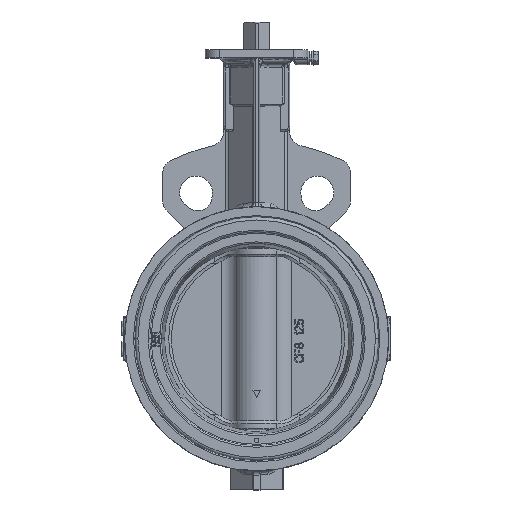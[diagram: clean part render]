
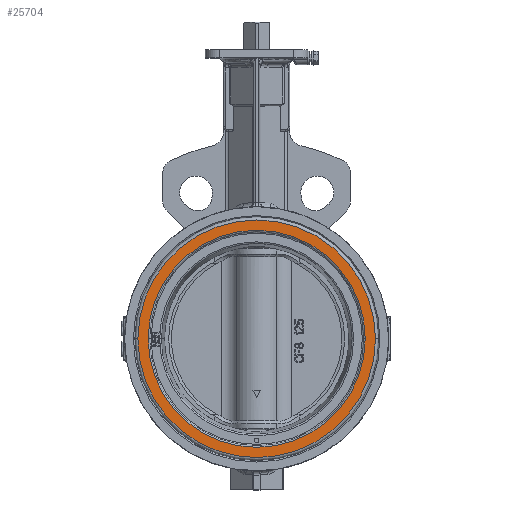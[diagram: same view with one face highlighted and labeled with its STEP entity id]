
A CAD part, top view. The second image highlights one B-rep face of the part: STEP entity #25704.
In plain terms, the highlighted planar face has unit normal (0, 0, 1).
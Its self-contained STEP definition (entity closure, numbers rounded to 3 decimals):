
#1857=CARTESIAN_POINT('',(0.,0.,29.5));
#1858=DIRECTION('',(0.,0.,1.));
#1859=DIRECTION('',(1.,0.,0.));
#1860=AXIS2_PLACEMENT_3D('',#1857,#1858,#1859);
#1872=CARTESIAN_POINT('',(0.,0.,29.5));
#1873=DIRECTION('',(0.,0.,1.));
#1874=DIRECTION('',(-1.,0.,0.));
#1875=AXIS2_PLACEMENT_3D('',#1872,#1873,#1874);
#1882=CARTESIAN_POINT('',(0.,0.,29.5));
#1883=DIRECTION('',(0.,0.,1.));
#1884=DIRECTION('',(-1.,0.,0.));
#1885=AXIS2_PLACEMENT_3D('',#1882,#1883,#1884);
#1897=CARTESIAN_POINT('',(0.,0.,29.5));
#1898=DIRECTION('',(0.,0.,1.));
#1899=DIRECTION('',(1.,0.,0.));
#1900=AXIS2_PLACEMENT_3D('',#1897,#1898,#1899);
#22345=CARTESIAN_POINT('',(-81.,0.,29.5));
#22346=CARTESIAN_POINT('',(81.,0.,29.5));
#22347=VERTEX_POINT('',#22345);
#22348=VERTEX_POINT('',#22346);
#22381=CARTESIAN_POINT('',(74.,0.,29.5));
#22382=CARTESIAN_POINT('',(-74.,0.,29.5));
#22383=VERTEX_POINT('',#22381);
#22384=VERTEX_POINT('',#22382);
#25689=CARTESIAN_POINT('',(0.,0.,29.5));
#25690=DIRECTION('',(0.,0.,-1.));
#25691=DIRECTION('',(-1.,0.,0.));
#25692=AXIS2_PLACEMENT_3D('',#25689,#25690,#25691);
#25693=PLANE('',#25692);
#25695=ORIENTED_EDGE('',*,*,#25694,.F.);
#25697=ORIENTED_EDGE('',*,*,#25696,.F.);
#25698=EDGE_LOOP('',(#25695,#25697));
#25699=FACE_OUTER_BOUND('',#25698,.F.);
#25700=ORIENTED_EDGE('',*,*,#25656,.T.);
#25701=ORIENTED_EDGE('',*,*,#25671,.T.);
#25702=EDGE_LOOP('',(#25700,#25701));
#25703=FACE_BOUND('',#25702,.F.);
#25704=ADVANCED_FACE('',(#25699,#25703),#25693,.F.);
#1861=CIRCLE('',#1860,74.);
#1876=CIRCLE('',#1875,74.);
#1886=CIRCLE('',#1885,81.);
#1901=CIRCLE('',#1900,81.);
#25656=EDGE_CURVE('',#22383,#22384,#1861,.T.);
#25671=EDGE_CURVE('',#22384,#22383,#1876,.T.);
#25694=EDGE_CURVE('',#22347,#22348,#1886,.T.);
#25696=EDGE_CURVE('',#22348,#22347,#1901,.T.);
